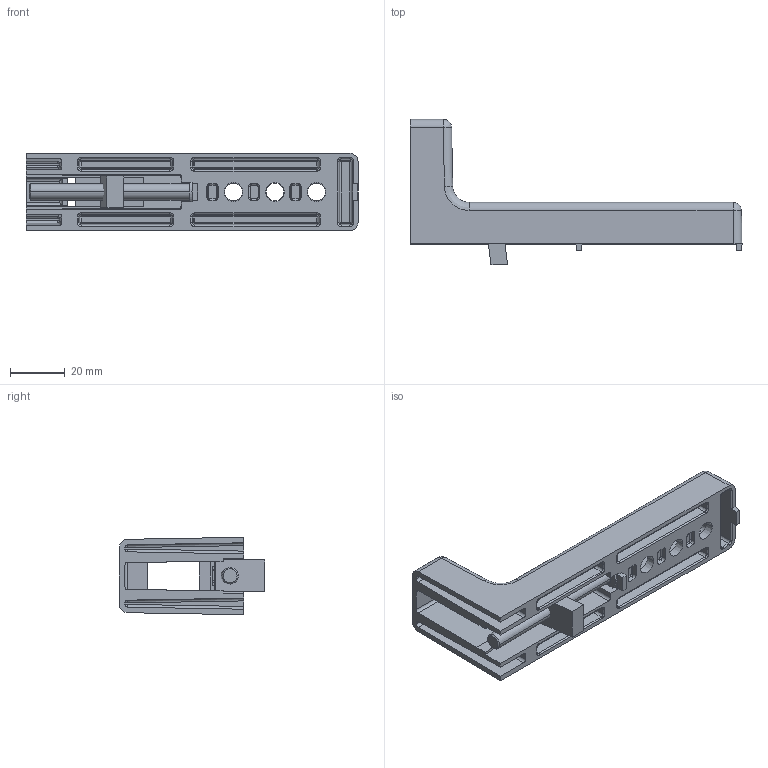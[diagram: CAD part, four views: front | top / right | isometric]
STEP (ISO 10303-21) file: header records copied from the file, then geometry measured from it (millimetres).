
FILE_DESCRIPTION (( 'STEP AP214' ), '1' );
FILE_NAME ('093b1201n06rs01.STEP', '2014-02-20T13:31:48', ( '' ), ( '' ), 'SwSTEP 2.0', 'SolidWorks 2014', '' );
FILE_SCHEMA (( 'AUTOMOTIVE_DESIGN' ));
Length unit declared in the file: millimetre
Products named in the file (1): 093b1201n06rs01
Bounding box: 120.84 x 52.82 x 28.2 mm (x, y, z)
Volume: 32222.7 mm3; surface area: 26022.1 mm2
Topology: 4 solids, 4 shells, 320 faces, 758 edges, 452 vertices
Faces by surface type: plane 105, cylinder 91, torus 56, cone 50, bspline 10, sphere 8
Entity records: 13247 total; most frequent: CARTESIAN_POINT 2221, DIRECTION 1636, ORIENTED_EDGE 1516, EDGE_CURVE 758, AXIS2_PLACEMENT_3D 615, VERTEX_POINT 452, LINE 406, VECTOR 406
